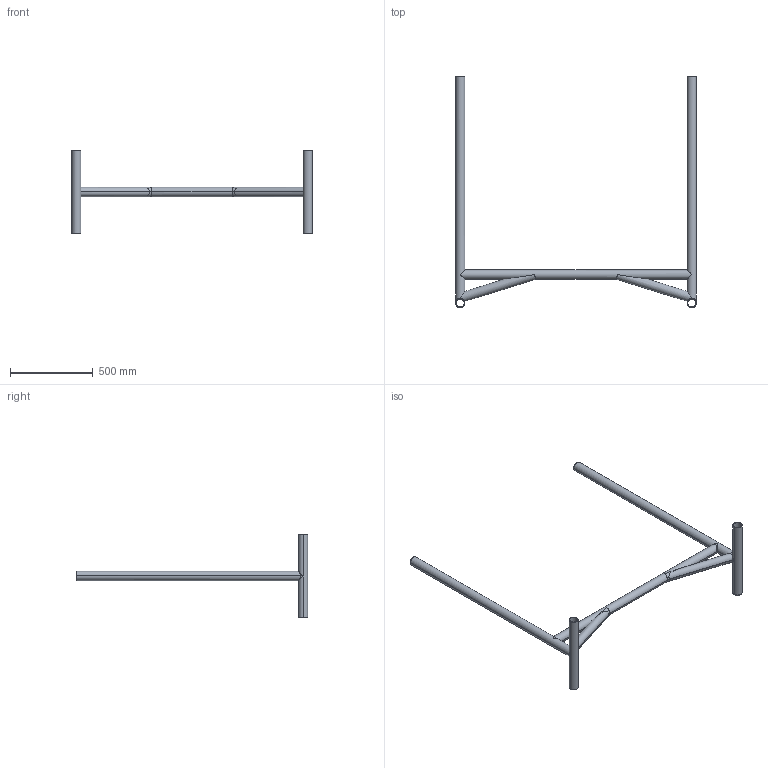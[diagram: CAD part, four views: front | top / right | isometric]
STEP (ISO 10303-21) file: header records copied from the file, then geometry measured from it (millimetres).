
FILE_DESCRIPTION (( 'STEP AP214' ), '1' );
FILE_NAME ('ACC-02 Estante para apilamiento de tuberias STEP.STEP', '2026-02-12T18:24:40', ( '' ), ( '' ), 'SwSTEP 2.0', 'SolidWorks 2026', '' );
FILE_SCHEMA (( 'AUTOMOTIVE_DESIGN' ));
Length unit declared in the file: millimetre
Products named in the file (1): ACC-02 Estante para apilamiento de tuberias STEP
Bounding box: 1456.5 x 1400 x 500 mm (x, y, z)
Volume: 3843947.6 mm3; surface area: 1941752.7 mm2
Topology: 7 solids, 7 shells, 47 faces, 106 edges, 68 vertices
Faces by surface type: cylinder 41, plane 6
Entity records: 2521 total; most frequent: CARTESIAN_POINT 1454, ORIENTED_EDGE 212, DIRECTION 182, EDGE_CURVE 106, AXIS2_PLACEMENT_3D 72, VERTEX_POINT 68, EDGE_LOOP 56, FACE_OUTER_BOUND 47
